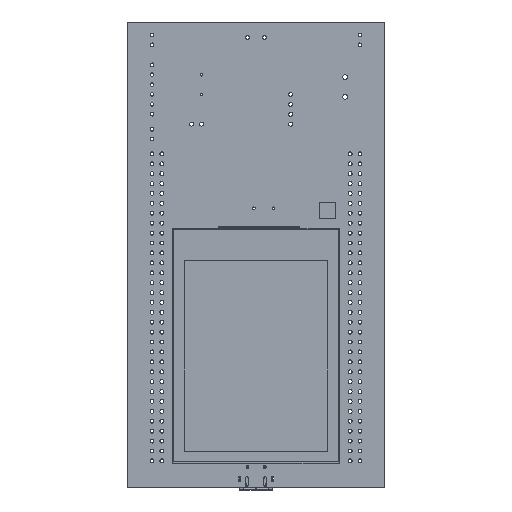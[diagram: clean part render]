
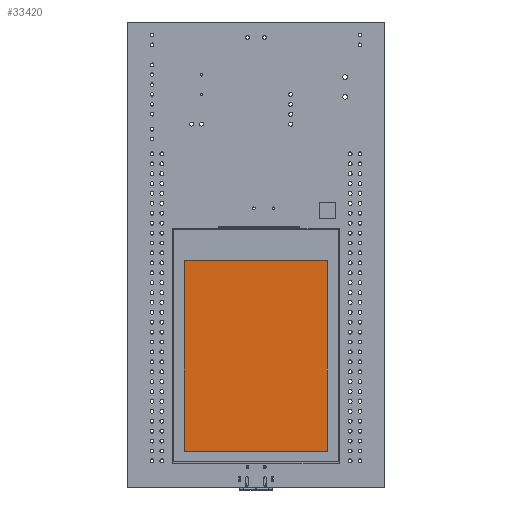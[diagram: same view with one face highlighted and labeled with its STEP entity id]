
A CAD part, top view. The second image highlights one B-rep face of the part: STEP entity #33420.
In plain terms, the highlighted planar face has unit normal (0, 0, 1).
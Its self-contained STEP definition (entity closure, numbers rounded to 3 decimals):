
#33291 = VERTEX_POINT('',#33292);
#33292 = CARTESIAN_POINT('',(18.36,-24.48,0.01));
#33298 = EDGE_CURVE('',#33291,#33299,#33301,.T.);
#33299 = VERTEX_POINT('',#33300);
#33300 = CARTESIAN_POINT('',(-18.36,-24.48,0.01));
#33301 = LINE('',#33302,#33303);
#33302 = CARTESIAN_POINT('',(18.36,-24.48,0.01));
#33303 = VECTOR('',#33304,1.);
#33304 = DIRECTION('',(-1.,0.,0.));
#33329 = EDGE_CURVE('',#33299,#33330,#33332,.T.);
#33330 = VERTEX_POINT('',#33331);
#33331 = CARTESIAN_POINT('',(-18.36,24.48,0.01));
#33332 = LINE('',#33333,#33334);
#33333 = CARTESIAN_POINT('',(-18.36,-24.48,0.01));
#33334 = VECTOR('',#33335,1.);
#33335 = DIRECTION('',(0.,1.,0.));
#33360 = EDGE_CURVE('',#33330,#33361,#33363,.T.);
#33361 = VERTEX_POINT('',#33362);
#33362 = CARTESIAN_POINT('',(18.36,24.48,0.01));
#33363 = LINE('',#33364,#33365);
#33364 = CARTESIAN_POINT('',(-18.36,24.48,0.01));
#33365 = VECTOR('',#33366,1.);
#33366 = DIRECTION('',(1.,0.,0.));
#33391 = EDGE_CURVE('',#33361,#33291,#33392,.T.);
#33392 = LINE('',#33393,#33394);
#33393 = CARTESIAN_POINT('',(18.36,24.48,0.01));
#33394 = VECTOR('',#33395,1.);
#33395 = DIRECTION('',(0.,-1.,0.));
#33420 = ADVANCED_FACE('',(#33421),#33427,.T.);
#33421 = FACE_BOUND('',#33422,.F.);
#33422 = EDGE_LOOP('',(#33423,#33424,#33425,#33426));
#33423 = ORIENTED_EDGE('',*,*,#33298,.T.);
#33424 = ORIENTED_EDGE('',*,*,#33329,.T.);
#33425 = ORIENTED_EDGE('',*,*,#33360,.T.);
#33426 = ORIENTED_EDGE('',*,*,#33391,.T.);
#33427 = PLANE('',#33428);
#33428 = AXIS2_PLACEMENT_3D('',#33429,#33430,#33431);
#33429 = CARTESIAN_POINT('',(18.36,-24.48,0.01));
#33430 = DIRECTION('',(0.,0.,1.));
#33431 = DIRECTION('',(1.,0.,0.));
